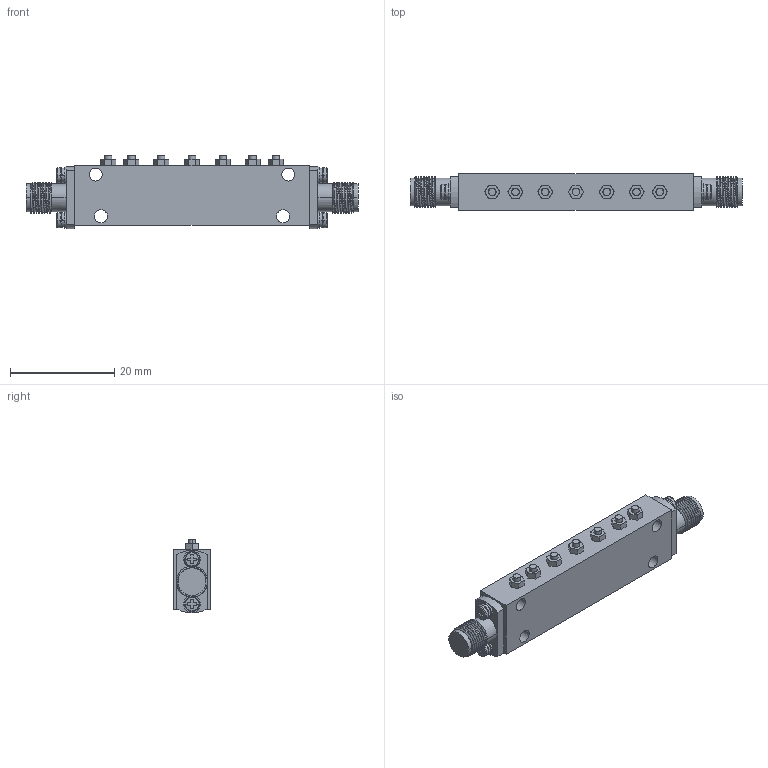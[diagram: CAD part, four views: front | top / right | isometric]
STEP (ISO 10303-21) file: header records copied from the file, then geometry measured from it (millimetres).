
FILE_DESCRIPTION (( 'STEP AP214' ), '1' );
FILE_NAME ('CF-B5-X4.STEP', '2025-11-06T20:33:30', ( '' ), ( '' ), 'SwSTEP 2.0', 'SolidWorks 2021', '' );
FILE_SCHEMA (( 'AUTOMOTIVE_DESIGN' ));
Length unit declared in the file: inch
Products named in the file (1): CF-B5-X4
Bounding box: 63.8 x 7 x 14.2 mm (x, y, z)
Volume: 3952 mm3; surface area: 3143.2 mm2
Topology: 1 solids, 16 shells, 578 faces, 1440 edges, 920 vertices
Faces by surface type: plane 228, cylinder 176, cone 130, torus 24, bspline 12, sphere 8
Entity records: 27981 total; most frequent: CARTESIAN_POINT 6947, DIRECTION 2886, ORIENTED_EDGE 2880, EDGE_CURVE 1440, AXIS2_PLACEMENT_3D 1127, VERTEX_POINT 920, EDGE_LOOP 658, VECTOR 632
